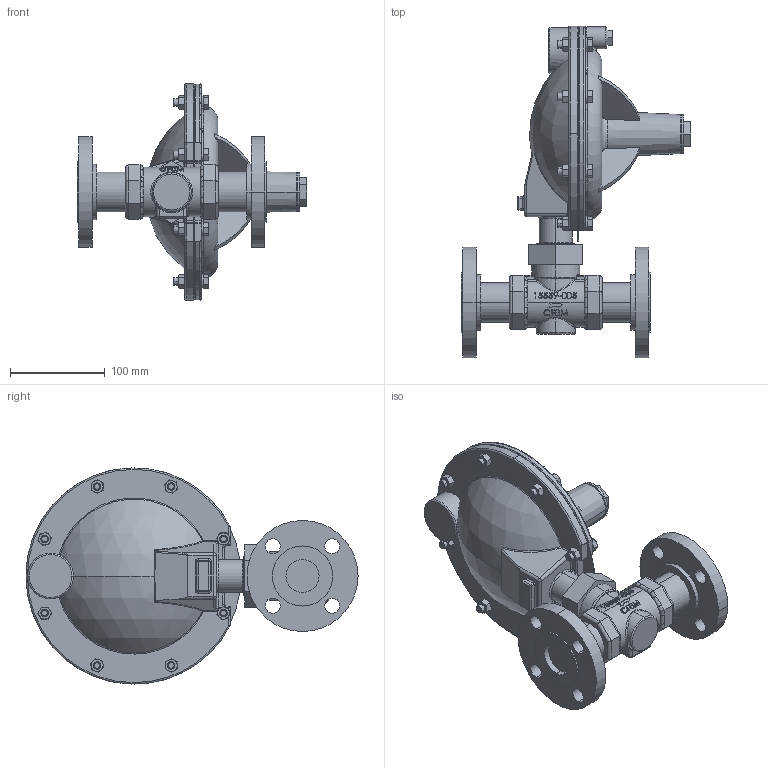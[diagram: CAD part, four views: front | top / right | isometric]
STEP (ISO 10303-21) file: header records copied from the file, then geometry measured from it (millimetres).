
FILE_DESCRIPTION (( 'STEP AP203' ), '1' );
FILE_NAME ('608IS-125-CS+S6-F5.STEP', '2017-09-07T16:16:00', ( '' ), ( '' ), 'SwSTEP 2.0', 'SolidWorks 2014', '' );
FILE_SCHEMA (( 'CONFIG_CONTROL_DESIGN' ));
Length unit declared in the file: inch
Products named in the file (1): 608IS-125-CS+S6-F5
Bounding box: 242.85 x 351.1 x 228.6 mm (x, y, z)
Volume: 2686456 mm3; surface area: 249005.2 mm2
Topology: 1 solids, 1 shells, 966 faces, 2358 edges, 1433 vertices
Faces by surface type: plane 341, cylinder 247, cone 168, bspline 134, torus 56, sphere 20
Entity records: 50793 total; most frequent: CARTESIAN_POINT 29401, ORIENTED_EDGE 4682, DIRECTION 4083, EDGE_CURVE 2341, AXIS2_PLACEMENT_3D 1597, VERTEX_POINT 1433, EDGE_LOOP 1054, ADVANCED_FACE 966
